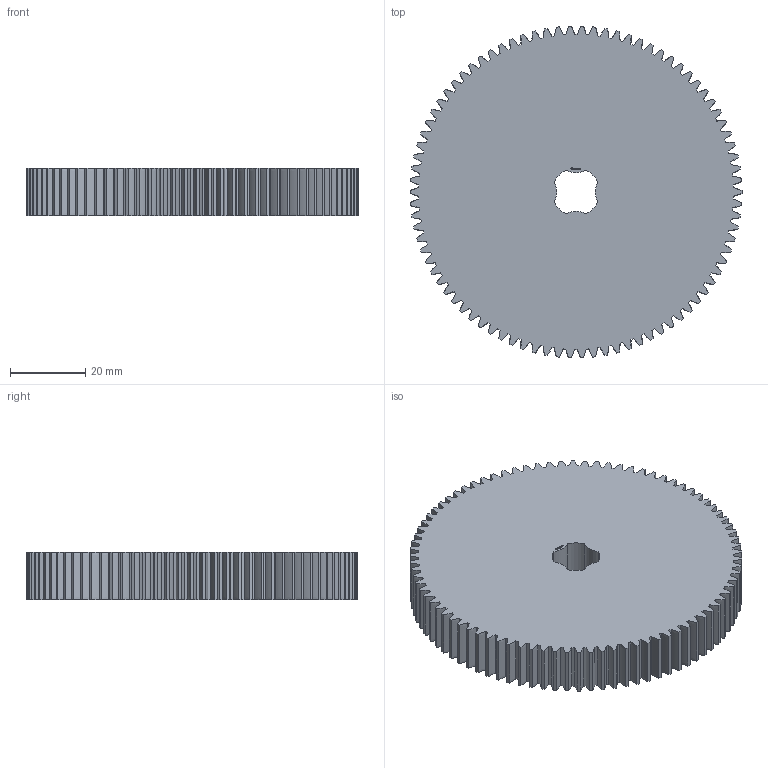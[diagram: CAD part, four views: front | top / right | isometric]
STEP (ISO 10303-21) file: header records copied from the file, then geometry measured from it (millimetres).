
FILE_DESCRIPTION(('FreeCAD Model'),'2;1');
FILE_NAME('Open CASCADE Shape Model','2024-03-11T23:08:49',(''),(''), 'Open CASCADE STEP processor 7.6','FreeCAD','Unknown');
FILE_SCHEMA(('AUTOMOTIVE_DESIGN { 1 0 10303 214 1 1 1 1 }'));
Products named in the file (1): Gear Wheel PLN TTH86 BU01.00 SFT-SHD - SPN-GWH-0324 (stemfie.org)
Bounding box: 88 x 87.97 x 12.5 mm (x, y, z)
Volume: 71000.4 mm3; surface area: 18667.6 mm2
Topology: 1 solids, 1 shells, 824 faces, 2376 edges, 1584 vertices
Faces by surface type: extrusion 486, plane 330, cylinder 8
Entity records: 79623 total; most frequent: CARTESIAN_POINT 29887, DIRECTION 6364, VECTOR 5638, LINE 5152, ORIENTED_EDGE 4752, PCURVE 4752, DEFINITIONAL_REPRESENTATION 4752, B_SPLINE_CURVE_WITH_KNOTS 2430
